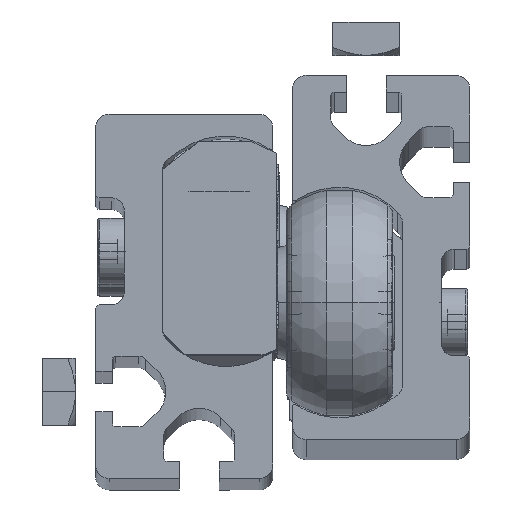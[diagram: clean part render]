
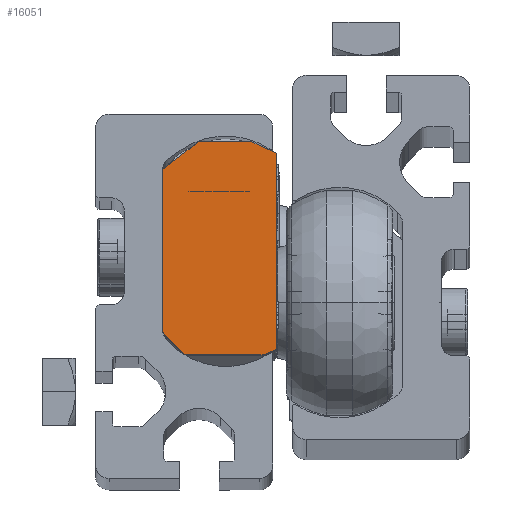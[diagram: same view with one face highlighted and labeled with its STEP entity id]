
A CAD part, top view. The second image highlights one B-rep face of the part: STEP entity #16051.
In plain terms, the highlighted face is planar.
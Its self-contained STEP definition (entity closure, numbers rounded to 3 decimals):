
#184 = DIRECTION ( 'NONE',  ( -1., 0., 0. ) ) ;
#570 = VERTEX_POINT ( 'NONE', #22858 ) ;
#1190 = EDGE_CURVE ( 'NONE', #16122, #6782, #13833, .T. ) ;
#1323 = EDGE_LOOP ( 'NONE', ( #9375, #1776, #8429, #15535, #17724, #2161, #15520, #15710 ) ) ;
#1413 = CARTESIAN_POINT ( 'NONE',  ( 19., -15.5, -6.7 ) ) ;
#1776 = ORIENTED_EDGE ( 'NONE', *, *, #5477, .F. ) ;
#2161 = ORIENTED_EDGE ( 'NONE', *, *, #6500, .F. ) ;
#2196 = VERTEX_POINT ( 'NONE', #17799 ) ;
#3202 = LINE ( 'NONE', #15938, #21096 ) ;
#4690 = VECTOR ( 'NONE', #21091, 1000. ) ;
#5477 = EDGE_CURVE ( 'NONE', #23289, #2196, #12065, .T. ) ;
#6462 = LINE ( 'NONE', #13808, #4690 ) ;
#6500 = EDGE_CURVE ( 'NONE', #6782, #14534, #20360, .T. ) ;
#6629 = EDGE_CURVE ( 'NONE', #23289, #570, #19024, .T. ) ;
#6782 = VERTEX_POINT ( 'NONE', #14574 ) ;
#7186 = DIRECTION ( 'NONE',  ( 0., -1., 0. ) ) ;
#7278 = CARTESIAN_POINT ( 'NONE',  ( 19., 1.5, 22.2 ) ) ;
#7770 = CARTESIAN_POINT ( 'NONE',  ( 19., -12.2, 8.5 ) ) ;
#8312 = VECTOR ( 'NONE', #22514, 1000. ) ;
#8429 = ORIENTED_EDGE ( 'NONE', *, *, #6629, .T. ) ;
#9092 = DIRECTION ( 'NONE',  ( 0., 0., 1. ) ) ;
#9375 = ORIENTED_EDGE ( 'NONE', *, *, #12192, .F. ) ;
#9472 = VECTOR ( 'NONE', #7186, 1000. ) ;
#10257 = CARTESIAN_POINT ( 'NONE',  ( 19., -12.2, 8.5 ) ) ;
#10471 = VECTOR ( 'NONE', #17252, 1000. ) ;
#10706 = CARTESIAN_POINT ( 'NONE',  ( 19., -14.661, -8.5 ) ) ;
#10764 = PLANE ( 'NONE',  #15537 ) ;
#11128 = EDGE_CURVE ( 'NONE', #16122, #22018, #3202, .T. ) ;
#11636 = CARTESIAN_POINT ( 'NONE',  ( 19., -14.661, -8.5 ) ) ;
#11847 = CARTESIAN_POINT ( 'NONE',  ( 19., 16.5, 3. ) ) ;
#12065 = LINE ( 'NONE', #10257, #20982 ) ;
#12192 = EDGE_CURVE ( 'NONE', #2196, #22018, #6462, .T. ) ;
#12624 = DIRECTION ( 'NONE',  ( 0., -0.423, -0.906 ) ) ;
#13808 = CARTESIAN_POINT ( 'NONE',  ( 19., 12.203, 8.5 ) ) ;
#13833 = LINE ( 'NONE', #17518, #21032 ) ;
#14174 = CARTESIAN_POINT ( 'NONE',  ( 19., -15.5, 5.2 ) ) ;
#14534 = VERTEX_POINT ( 'NONE', #10706 ) ;
#14574 = CARTESIAN_POINT ( 'NONE',  ( 19., 14.681, -8.5 ) ) ;
#14837 = CARTESIAN_POINT ( 'NONE',  ( 19., -12.2, 8.5 ) ) ;
#15520 = ORIENTED_EDGE ( 'NONE', *, *, #1190, .F. ) ;
#15535 = ORIENTED_EDGE ( 'NONE', *, *, #17917, .T. ) ;
#15537 = AXIS2_PLACEMENT_3D ( 'NONE', #7278, #184, #23437 ) ;
#15710 = ORIENTED_EDGE ( 'NONE', *, *, #11128, .T. ) ;
#15938 = CARTESIAN_POINT ( 'NONE',  ( 19., 16.5, -4.6 ) ) ;
#15967 = LINE ( 'NONE', #14174, #17403 ) ;
#16051 = ADVANCED_FACE ( 'NONE', ( #18051 ), #10764, .F. ) ;
#16122 = VERTEX_POINT ( 'NONE', #21890 ) ;
#16308 = CARTESIAN_POINT ( 'NONE',  ( 19., 14.681, -8.5 ) ) ;
#17252 = DIRECTION ( 'NONE',  ( 0., -0.423, 0.906 ) ) ;
#17403 = VECTOR ( 'NONE', #19652, 1000. ) ;
#17518 = CARTESIAN_POINT ( 'NONE',  ( 19., 16.5, -4.6 ) ) ;
#17724 = ORIENTED_EDGE ( 'NONE', *, *, #18210, .F. ) ;
#17799 = CARTESIAN_POINT ( 'NONE',  ( 19., 12.203, 8.5 ) ) ;
#17917 = EDGE_CURVE ( 'NONE', #570, #19491, #15967, .T. ) ;
#18051 = FACE_OUTER_BOUND ( 'NONE', #1323, .T. ) ;
#18210 = EDGE_CURVE ( 'NONE', #14534, #19491, #22864, .T. ) ;
#19024 = LINE ( 'NONE', #7770, #8312 ) ;
#19491 = VERTEX_POINT ( 'NONE', #1413 ) ;
#19652 = DIRECTION ( 'NONE',  ( 0., 0., -1. ) ) ;
#20360 = LINE ( 'NONE', #16308, #9472 ) ;
#20796 = DIRECTION ( 'NONE',  ( 0., 1., 0. ) ) ;
#20982 = VECTOR ( 'NONE', #20796, 1000. ) ;
#21032 = VECTOR ( 'NONE', #12624, 1000. ) ;
#21091 = DIRECTION ( 'NONE',  ( 0., 0.616, -0.788 ) ) ;
#21096 = VECTOR ( 'NONE', #9092, 1000. ) ;
#21890 = CARTESIAN_POINT ( 'NONE',  ( 19., 16.5, -4.6 ) ) ;
#22018 = VERTEX_POINT ( 'NONE', #11847 ) ;
#22514 = DIRECTION ( 'NONE',  ( 0., -0.707, -0.707 ) ) ;
#22858 = CARTESIAN_POINT ( 'NONE',  ( 19., -15.5, 5.2 ) ) ;
#22864 = LINE ( 'NONE', #11636, #10471 ) ;
#23289 = VERTEX_POINT ( 'NONE', #14837 ) ;
#23437 = DIRECTION ( 'NONE',  ( 0., 0., 1. ) ) ;
